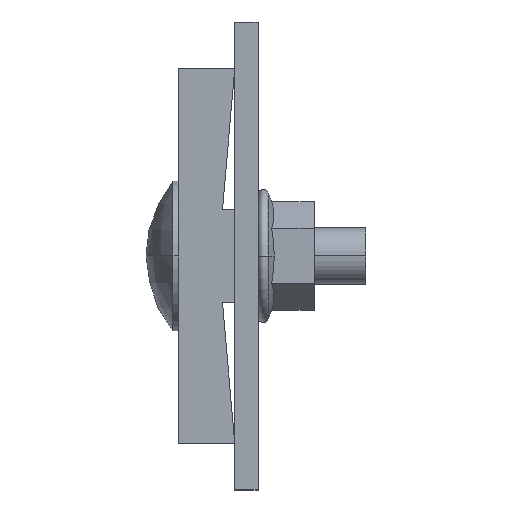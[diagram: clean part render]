
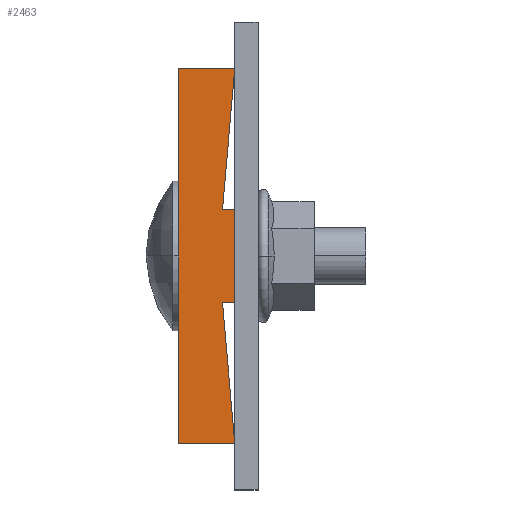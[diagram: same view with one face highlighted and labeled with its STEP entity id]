
A CAD part, left-side view. The second image highlights one B-rep face of the part: STEP entity #2463.
In plain terms, the highlighted face is planar.
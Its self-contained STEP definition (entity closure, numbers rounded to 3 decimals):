
#23 = CARTESIAN_POINT ( 'NONE',  ( -5., 10.97, 4.47 ) ) ;
#24 = CARTESIAN_POINT ( 'NONE',  ( -20., 10.97, -22.36 ) ) ;
#37 = DIRECTION ( 'NONE',  ( 0., 0., 1. ) ) ;
#39 = DIRECTION ( 'NONE',  ( -1., 0., 0. ) ) ;
#78 = DIRECTION ( 'NONE',  ( 0., 0., 1. ) ) ;
#85 = CARTESIAN_POINT ( 'NONE',  ( 20., 10.97, -1.5 ) ) ;
#92 = VERTEX_POINT ( 'NONE', #459 ) ;
#93 = CARTESIAN_POINT ( 'NONE',  ( -17.826, 10.97, 4.292 ) ) ;
#98 = DIRECTION ( 'NONE',  ( -0.996, 0., 0.087 ) ) ;
#122 = CARTESIAN_POINT ( 'NONE',  ( 20., 10.97, 1. ) ) ;
#190 = DIRECTION ( 'NONE',  ( 0., 0., -1. ) ) ;
#197 = CARTESIAN_POINT ( 'NONE',  ( 5., 10.97, 3.17 ) ) ;
#201 = CARTESIAN_POINT ( 'NONE',  ( -20., 10.97, 2.3 ) ) ;
#285 = LINE ( 'NONE', #1631, #1403 ) ;
#332 = CARTESIAN_POINT ( 'NONE',  ( -18., 10.97, -1.5 ) ) ;
#459 = CARTESIAN_POINT ( 'NONE',  ( -5., 10.97, 3.17 ) ) ;
#496 = EDGE_CURVE ( 'NONE', #1653, #885, #1963, .T. ) ;
#643 = VERTEX_POINT ( 'NONE', #1931 ) ;
#653 = DIRECTION ( 'NONE',  ( 0., 1., 0. ) ) ;
#858 = EDGE_CURVE ( 'NONE', #643, #2492, #1500, .T. ) ;
#872 = EDGE_CURVE ( 'NONE', #2399, #1527, #1491, .T. ) ;
#885 = VERTEX_POINT ( 'NONE', #85 ) ;
#886 = DIRECTION ( 'NONE',  ( 0., 0., -1. ) ) ;
#901 = EDGE_CURVE ( 'NONE', #2740, #643, #1437, .T. ) ;
#907 = EDGE_CURVE ( 'NONE', #2492, #885, #1424, .T. ) ;
#919 = EDGE_CURVE ( 'NONE', #1545, #92, #285, .T. ) ;
#923 = EDGE_CURVE ( 'NONE', #1653, #2572, #1402, .T. ) ;
#931 = EDGE_CURVE ( 'NONE', #2572, #2399, #1394, .T. ) ;
#946 = EDGE_CURVE ( 'NONE', #1527, #1545, #1348, .T. ) ;
#977 = EDGE_CURVE ( 'NONE', #92, #2740, #1266, .T. ) ;
#1014 = FACE_OUTER_BOUND ( 'NONE', #2257, .T. ) ;
#1016 = DIRECTION ( 'NONE',  ( 1., 0., 0. ) ) ;
#1250 = AXIS2_PLACEMENT_3D ( 'NONE', #2311, #653, #2552 ) ;
#1253 = VECTOR ( 'NONE', #98, 1000. ) ;
#1266 = LINE ( 'NONE', #93, #1253 ) ;
#1291 = ORIENTED_EDGE ( 'NONE', *, *, #946, .F. ) ;
#1296 = ORIENTED_EDGE ( 'NONE', *, *, #919, .F. ) ;
#1299 = ORIENTED_EDGE ( 'NONE', *, *, #872, .F. ) ;
#1335 = VECTOR ( 'NONE', #39, 1000. ) ;
#1348 = LINE ( 'NONE', #2315, #1335 ) ;
#1352 = CARTESIAN_POINT ( 'NONE',  ( 20., 10.97, 1. ) ) ;
#1376 = VECTOR ( 'NONE', #1557, 1000. ) ;
#1381 = DIRECTION ( 'NONE',  ( 0., 0., -1. ) ) ;
#1394 = LINE ( 'NONE', #1475, #1376 ) ;
#1395 = VECTOR ( 'NONE', #37, 1000. ) ;
#1402 = LINE ( 'NONE', #1633, #1395 ) ;
#1403 = VECTOR ( 'NONE', #1640, 1000. ) ;
#1419 = VECTOR ( 'NONE', #1016, 1000. ) ;
#1424 = LINE ( 'NONE', #332, #1419 ) ;
#1435 = VECTOR ( 'NONE', #1381, 1000. ) ;
#1437 = LINE ( 'NONE', #24, #1435 ) ;
#1472 = VECTOR ( 'NONE', #78, 1000. ) ;
#1475 = CARTESIAN_POINT ( 'NONE',  ( 17.826, 10.97, 4.292 ) ) ;
#1491 = LINE ( 'NONE', #197, #1472 ) ;
#1495 = VECTOR ( 'NONE', #190, 1000. ) ;
#1500 = LINE ( 'NONE', #201, #1495 ) ;
#1527 = VERTEX_POINT ( 'NONE', #1538 ) ;
#1538 = CARTESIAN_POINT ( 'NONE',  ( 5., 10.97, 4.47 ) ) ;
#1545 = VERTEX_POINT ( 'NONE', #23 ) ;
#1557 = DIRECTION ( 'NONE',  ( -0.996, 0., -0.087 ) ) ;
#1631 = CARTESIAN_POINT ( 'NONE',  ( -5., 10.97, 3.17 ) ) ;
#1633 = CARTESIAN_POINT ( 'NONE',  ( 20., 10.97, -22.36 ) ) ;
#1640 = DIRECTION ( 'NONE',  ( 0., 0., -1. ) ) ;
#1653 = VERTEX_POINT ( 'NONE', #122 ) ;
#1668 = PLANE ( 'NONE',  #1250 ) ;
#1718 = CARTESIAN_POINT ( 'NONE',  ( 5., 10.97, 3.17 ) ) ;
#1746 = ORIENTED_EDGE ( 'NONE', *, *, #901, .F. ) ;
#1748 = ORIENTED_EDGE ( 'NONE', *, *, #977, .F. ) ;
#1759 = ORIENTED_EDGE ( 'NONE', *, *, #496, .T. ) ;
#1763 = ORIENTED_EDGE ( 'NONE', *, *, #907, .F. ) ;
#1826 = CARTESIAN_POINT ( 'NONE',  ( -20., 10.97, 4.482 ) ) ;
#1865 = ORIENTED_EDGE ( 'NONE', *, *, #858, .F. ) ;
#1931 = CARTESIAN_POINT ( 'NONE',  ( -20., 10.97, 1. ) ) ;
#1938 = VECTOR ( 'NONE', #886, 1000. ) ;
#1963 = LINE ( 'NONE', #1352, #1938 ) ;
#2129 = CARTESIAN_POINT ( 'NONE',  ( 20., 10.97, 4.482 ) ) ;
#2143 = ORIENTED_EDGE ( 'NONE', *, *, #931, .F. ) ;
#2198 = ORIENTED_EDGE ( 'NONE', *, *, #923, .F. ) ;
#2257 = EDGE_LOOP ( 'NONE', ( #2198, #1759, #1763, #1865, #1746, #1748, #1296, #1291, #1299, #2143 ) ) ;
#2311 = CARTESIAN_POINT ( 'NONE',  ( -18., 10.97, 2.3 ) ) ;
#2315 = CARTESIAN_POINT ( 'NONE',  ( -5., 10.97, 4.47 ) ) ;
#2399 = VERTEX_POINT ( 'NONE', #1718 ) ;
#2463 = ADVANCED_FACE ( 'NONE', ( #1014 ), #1668, .T. ) ;
#2492 = VERTEX_POINT ( 'NONE', #2717 ) ;
#2552 = DIRECTION ( 'NONE',  ( -1., 0., 0. ) ) ;
#2572 = VERTEX_POINT ( 'NONE', #2129 ) ;
#2717 = CARTESIAN_POINT ( 'NONE',  ( -20., 10.97, -1.5 ) ) ;
#2740 = VERTEX_POINT ( 'NONE', #1826 ) ;
